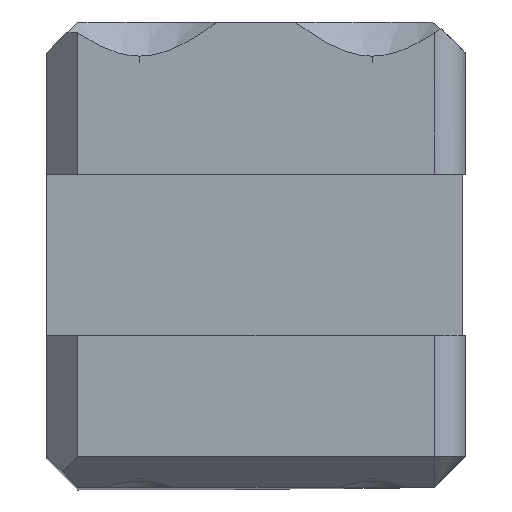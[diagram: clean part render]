
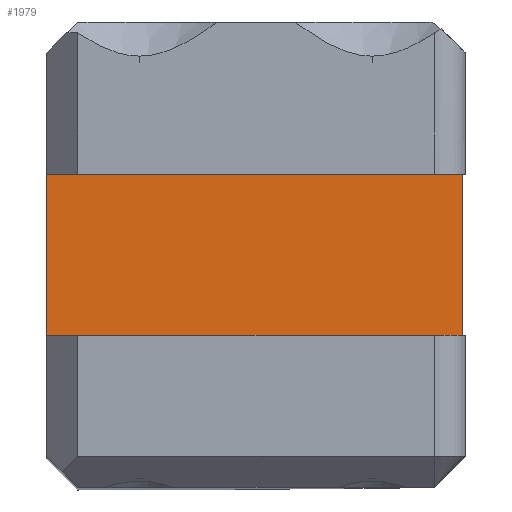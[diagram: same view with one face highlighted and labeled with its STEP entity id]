
A CAD part, top view. The second image highlights one B-rep face of the part: STEP entity #1979.
In plain terms, the highlighted planar face has unit normal (0, 0, 1).
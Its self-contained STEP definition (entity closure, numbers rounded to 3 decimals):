
#73=DIRECTION('',(0.,1.,0.));
#74=VECTOR('',#73,5.2);
#75=CARTESIAN_POINT('',(13.401,-5.1,-0.1));
#76=LINE('',#75,#74);
#236=DIRECTION('',(0.,-1.,0.));
#237=VECTOR('',#236,5.2);
#238=CARTESIAN_POINT('',(0.,0.1,-0.1));
#239=LINE('',#238,#237);
#529=DIRECTION('',(1.,0.,0.));
#530=VECTOR('',#529,13.401);
#531=CARTESIAN_POINT('',(0.,-5.1,-0.1));
#532=LINE('',#531,#530);
#686=DIRECTION('',(1.,0.,0.));
#687=VECTOR('',#686,13.401);
#688=CARTESIAN_POINT('',(0.,0.1,-0.1));
#689=LINE('',#688,#687);
#838=CARTESIAN_POINT('',(0.,0.1,-0.1));
#839=CARTESIAN_POINT('',(0.,-5.1,-0.1));
#840=VERTEX_POINT('',#838);
#841=VERTEX_POINT('',#839);
#874=CARTESIAN_POINT('',(13.401,-5.1,-0.1));
#876=VERTEX_POINT('',#874);
#879=CARTESIAN_POINT('',(13.401,0.1,-0.1));
#881=VERTEX_POINT('',#879);
#1968=CARTESIAN_POINT('',(0.,0.1,-0.1));
#1969=DIRECTION('',(0.,0.,-1.));
#1970=DIRECTION('',(0.,-1.,0.));
#1971=AXIS2_PLACEMENT_3D('',#1968,#1969,#1970);
#1972=PLANE('',#1971);
#1973=ORIENTED_EDGE('',*,*,#1070,.F.);
#1974=ORIENTED_EDGE('',*,*,#1720,.F.);
#1975=ORIENTED_EDGE('',*,*,#1282,.F.);
#1976=ORIENTED_EDGE('',*,*,#1160,.T.);
#1977=EDGE_LOOP('',(#1973,#1974,#1975,#1976));
#1978=FACE_OUTER_BOUND('',#1977,.F.);
#1979=ADVANCED_FACE('',(#1978),#1972,.F.);
#1070=EDGE_CURVE('',#876,#881,#76,.T.);
#1160=EDGE_CURVE('',#840,#881,#689,.T.);
#1282=EDGE_CURVE('',#840,#841,#239,.T.);
#1720=EDGE_CURVE('',#841,#876,#532,.T.);
